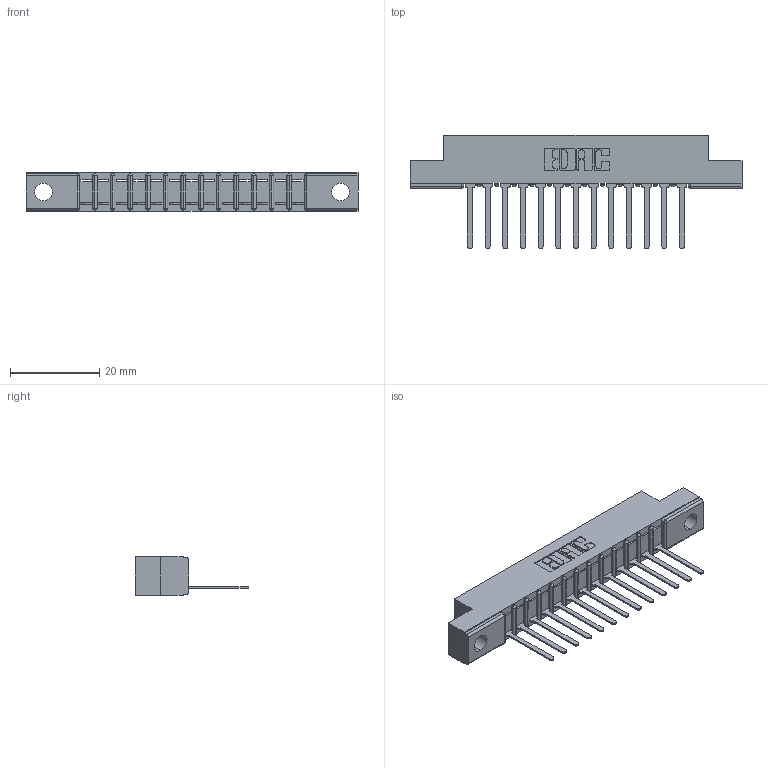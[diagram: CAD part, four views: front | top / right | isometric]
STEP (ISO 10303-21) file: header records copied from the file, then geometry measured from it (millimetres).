
FILE_DESCRIPTION (( 'STEP AP203' ), '1' );
FILE_NAME ('357-013-447-102.STEP', '2020-09-30T13:50:07', ( '' ), ( '' ), 'SwSTEP 2.0', 'SolidWorks 2020', '' );
FILE_SCHEMA (( 'CONFIG_CONTROL_DESIGN' ));
Length unit declared in the file: inch
Products named in the file (3): 307-290-001_547; 307 Part_.128 Dia Mounting Holes; 357-013-447-102
Assembly tree (14 placements, depth 2):
  357-013-447-102
    307 Part_.128 Dia Mounting Holes
    307-290-001_547  x13
Bounding box: 74.52 x 25.43 x 8.71 mm (x, y, z)
Volume: 4669.7 mm3; surface area: 6911.8 mm2
Topology: 14 solids, 14 shells, 860 faces, 2429 edges, 1562 vertices
Faces by surface type: plane 551, cylinder 281, sphere 28
Entity records: 14690 total; most frequent: CARTESIAN_POINT 2464, ORIENTED_EDGE 2450, DIRECTION 2413, EDGE_CURVE 1225, LINE 927, VECTOR 927, VERTEX_POINT 794, AXIS2_PLACEMENT_3D 743
